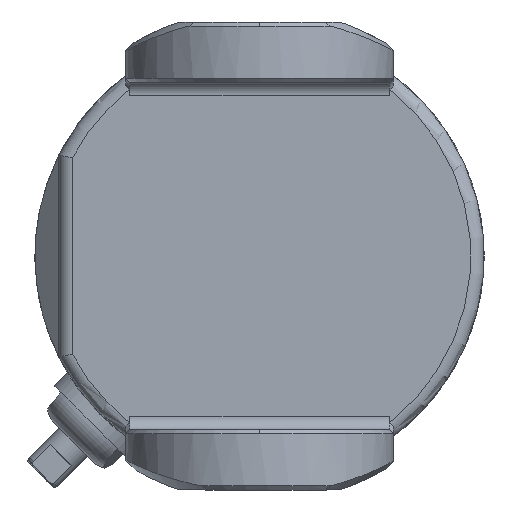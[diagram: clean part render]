
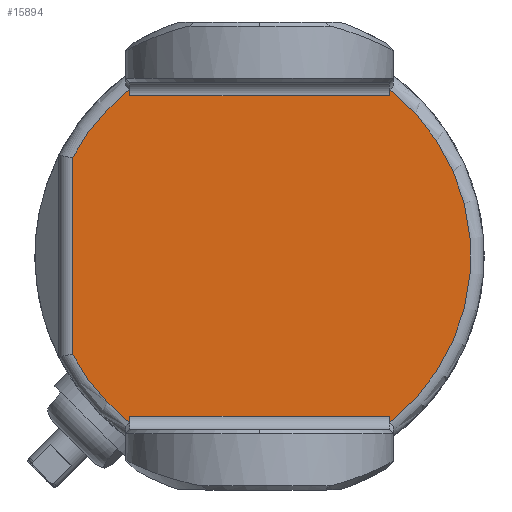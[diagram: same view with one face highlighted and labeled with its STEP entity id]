
A CAD part, left-side view. The second image highlights one B-rep face of the part: STEP entity #15894.
In plain terms, the highlighted planar face has unit normal (-1, 0, 0).
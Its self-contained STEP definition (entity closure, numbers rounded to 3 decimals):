
#4 = EDGE_CURVE ( 'NONE', #18682, #21301, #10622, .T. ) ;
#1587 = CARTESIAN_POINT ( 'NONE',  ( -44., -10., -18.5 ) ) ;
#1940 = ORIENTED_EDGE ( 'NONE', *, *, #4972, .T. ) ;
#2084 = CARTESIAN_POINT ( 'NONE',  ( -44., 9.731, -12.277 ) ) ;
#2087 = CARTESIAN_POINT ( 'NONE',  ( -44., 9.7, 12.141 ) ) ;
#3408 = CARTESIAN_POINT ( 'NONE',  ( -44., -9.7, -12. ) ) ;
#3494 = AXIS2_PLACEMENT_3D ( 'NONE', #36563, #15763, #10130 ) ;
#3546 = AXIS2_PLACEMENT_3D ( 'NONE', #30977, #16411, #4398 ) ;
#3729 = PLANE ( 'NONE',  #7178 ) ;
#4099 = ORIENTED_EDGE ( 'NONE', *, *, #19021, .F. ) ;
#4398 = DIRECTION ( 'NONE',  ( 0., 1., 0. ) ) ;
#4492 = FACE_OUTER_BOUND ( 'NONE', #36020, .T. ) ;
#4972 = EDGE_CURVE ( 'NONE', #14563, #21513, #10407, .T. ) ;
#4991 = ORIENTED_EDGE ( 'NONE', *, *, #5491, .T. ) ;
#5001 = CARTESIAN_POINT ( 'NONE',  ( -44., 9.78, -12.409 ) ) ;
#5491 = EDGE_CURVE ( 'NONE', #20108, #14563, #5773, .T. ) ;
#5773 = B_SPLINE_CURVE_WITH_KNOTS ( 'NONE', 3,
 ( #18430, #15701, #9886, #30621 ),
 .UNSPECIFIED., .F., .F.,
 ( 4, 4 ),
 ( 0., 0. ),
 .UNSPECIFIED. ) ;
#6396 = CARTESIAN_POINT ( 'NONE',  ( -44., -9.731, 12.277 ) ) ;
#6410 = LINE ( 'NONE', #18255, #7902 ) ;
#6479 = EDGE_CURVE ( 'NONE', #21301, #33487, #10972, .T. ) ;
#6857 = CARTESIAN_POINT ( 'NONE',  ( -44., 9.7, 12. ) ) ;
#7011 = LINE ( 'NONE', #30874, #17204 ) ;
#7178 = AXIS2_PLACEMENT_3D ( 'NONE', #1587, #36149, #9540 ) ;
#7902 = VECTOR ( 'NONE', #8774, 1000. ) ;
#8431 = CARTESIAN_POINT ( 'NONE',  ( -44., -16.8, -12. ) ) ;
#8774 = DIRECTION ( 'NONE',  ( 0., 0., -1. ) ) ;
#9349 = EDGE_CURVE ( 'NONE', #30612, #18682, #7011, .T. ) ;
#9540 = DIRECTION ( 'NONE',  ( 0., 1., 0. ) ) ;
#9886 = CARTESIAN_POINT ( 'NONE',  ( -44., -9.731, -12.278 ) ) ;
#9943 = VERTEX_POINT ( 'NONE', #26907 ) ;
#10130 = DIRECTION ( 'NONE',  ( 0., 1., 0. ) ) ;
#10407 = CIRCLE ( 'NONE', #30831, 15.8 ) ;
#10495 = VERTEX_POINT ( 'NONE', #16187 ) ;
#10617 = CARTESIAN_POINT ( 'NONE',  ( -44., -9.78, -12.409 ) ) ;
#10622 = B_SPLINE_CURVE_WITH_KNOTS ( 'NONE', 3,
 ( #16253, #2087, #37068, #34711 ),
 .UNSPECIFIED., .F., .F.,
 ( 4, 4 ),
 ( 0., 0. ),
 .UNSPECIFIED. ) ;
#10924 = DIRECTION ( 'NONE',  ( 0., 1., 0. ) ) ;
#10972 = CIRCLE ( 'NONE', #3546, 15.8 ) ;
#11012 = CARTESIAN_POINT ( 'NONE',  ( -44., 9.7, -12.142 ) ) ;
#11560 = ORIENTED_EDGE ( 'NONE', *, *, #9349, .T. ) ;
#11689 = B_SPLINE_CURVE_WITH_KNOTS ( 'NONE', 3,
 ( #5001, #2084, #11012, #34316 ),
 .UNSPECIFIED., .F., .F.,
 ( 4, 4 ),
 ( 0., 0. ),
 .UNSPECIFIED. ) ;
#12792 = VERTEX_POINT ( 'NONE', #34235 ) ;
#12856 = ORIENTED_EDGE ( 'NONE', *, *, #4, .T. ) ;
#14563 = VERTEX_POINT ( 'NONE', #10617 ) ;
#15701 = CARTESIAN_POINT ( 'NONE',  ( -44., -9.7, -12.141 ) ) ;
#15763 = DIRECTION ( 'NONE',  ( -1., 0., 0. ) ) ;
#15894 = ADVANCED_FACE ( 'NONE', ( #4492 ), #3729, .F. ) ;
#16001 = ORIENTED_EDGE ( 'NONE', *, *, #31314, .T. ) ;
#16187 = CARTESIAN_POINT ( 'NONE',  ( -44., 14., -7.324 ) ) ;
#16253 = CARTESIAN_POINT ( 'NONE',  ( -44., 9.7, 12. ) ) ;
#16411 = DIRECTION ( 'NONE',  ( -1., 0., 0. ) ) ;
#17204 = VECTOR ( 'NONE', #30466, 1000. ) ;
#17731 = CARTESIAN_POINT ( 'NONE',  ( -44., 14., 7.324 ) ) ;
#18255 = CARTESIAN_POINT ( 'NONE',  ( -44., 14., -18.5 ) ) ;
#18430 = CARTESIAN_POINT ( 'NONE',  ( -44., -9.7, -12. ) ) ;
#18682 = VERTEX_POINT ( 'NONE', #6857 ) ;
#18723 = EDGE_CURVE ( 'NONE', #10495, #12792, #36379, .T. ) ;
#19021 = EDGE_CURVE ( 'NONE', #20108, #9943, #32110, .T. ) ;
#19499 = EDGE_CURVE ( 'NONE', #12792, #9943, #11689, .T. ) ;
#20108 = VERTEX_POINT ( 'NONE', #3408 ) ;
#20443 = CARTESIAN_POINT ( 'NONE',  ( -44., -9.78, 12.409 ) ) ;
#21301 = VERTEX_POINT ( 'NONE', #37965 ) ;
#21513 = VERTEX_POINT ( 'NONE', #20443 ) ;
#21574 = ORIENTED_EDGE ( 'NONE', *, *, #19499, .T. ) ;
#22724 = ORIENTED_EDGE ( 'NONE', *, *, #23016, .T. ) ;
#23016 = EDGE_CURVE ( 'NONE', #21513, #30612, #24541, .T. ) ;
#24541 = B_SPLINE_CURVE_WITH_KNOTS ( 'NONE', 3,
 ( #24662, #6396, #30636, #36514 ),
 .UNSPECIFIED., .F., .F.,
 ( 4, 4 ),
 ( 0., 0. ),
 .UNSPECIFIED. ) ;
#24662 = CARTESIAN_POINT ( 'NONE',  ( -44., -9.78, 12.409 ) ) ;
#26907 = CARTESIAN_POINT ( 'NONE',  ( -44., 9.7, -12. ) ) ;
#27043 = CARTESIAN_POINT ( 'NONE',  ( -44., -9.7, 12. ) ) ;
#27048 = VECTOR ( 'NONE', #38358, 1000. ) ;
#28770 = CARTESIAN_POINT ( 'NONE',  ( -44., 0., 0. ) ) ;
#29644 = ORIENTED_EDGE ( 'NONE', *, *, #18723, .T. ) ;
#30466 = DIRECTION ( 'NONE',  ( 0., 1., 0. ) ) ;
#30612 = VERTEX_POINT ( 'NONE', #27043 ) ;
#30621 = CARTESIAN_POINT ( 'NONE',  ( -44., -9.78, -12.409 ) ) ;
#30636 = CARTESIAN_POINT ( 'NONE',  ( -44., -9.7, 12.142 ) ) ;
#30831 = AXIS2_PLACEMENT_3D ( 'NONE', #28770, #31692, #10924 ) ;
#30874 = CARTESIAN_POINT ( 'NONE',  ( -44., -16.8, 12. ) ) ;
#30977 = CARTESIAN_POINT ( 'NONE',  ( -44., 0., 0. ) ) ;
#31314 = EDGE_CURVE ( 'NONE', #33487, #10495, #6410, .T. ) ;
#31692 = DIRECTION ( 'NONE',  ( -1., 0., 0. ) ) ;
#32110 = LINE ( 'NONE', #8431, #27048 ) ;
#33487 = VERTEX_POINT ( 'NONE', #17731 ) ;
#34235 = CARTESIAN_POINT ( 'NONE',  ( -44., 9.78, -12.409 ) ) ;
#34316 = CARTESIAN_POINT ( 'NONE',  ( -44., 9.7, -12. ) ) ;
#34711 = CARTESIAN_POINT ( 'NONE',  ( -44., 9.78, 12.409 ) ) ;
#36020 = EDGE_LOOP ( 'NONE', ( #4099, #4991, #1940, #22724, #11560, #12856, #37683, #16001, #29644, #21574 ) ) ;
#36149 = DIRECTION ( 'NONE',  ( 1., 0., 0. ) ) ;
#36379 = CIRCLE ( 'NONE', #3494, 15.8 ) ;
#36514 = CARTESIAN_POINT ( 'NONE',  ( -44., -9.7, 12. ) ) ;
#36563 = CARTESIAN_POINT ( 'NONE',  ( -44., 0., 0. ) ) ;
#37068 = CARTESIAN_POINT ( 'NONE',  ( -44., 9.731, 12.278 ) ) ;
#37683 = ORIENTED_EDGE ( 'NONE', *, *, #6479, .T. ) ;
#37965 = CARTESIAN_POINT ( 'NONE',  ( -44., 9.78, 12.409 ) ) ;
#38358 = DIRECTION ( 'NONE',  ( 0., 1., 0. ) ) ;
